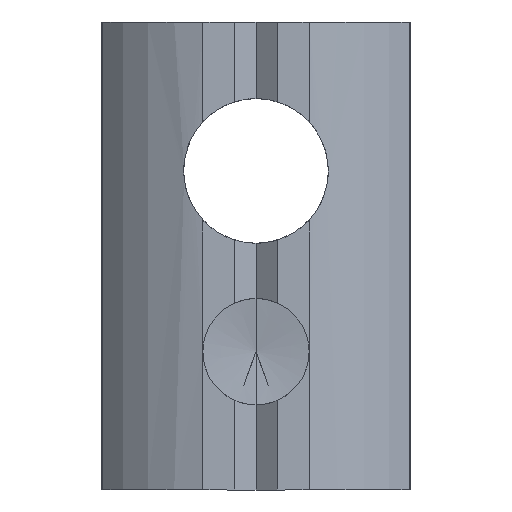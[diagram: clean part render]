
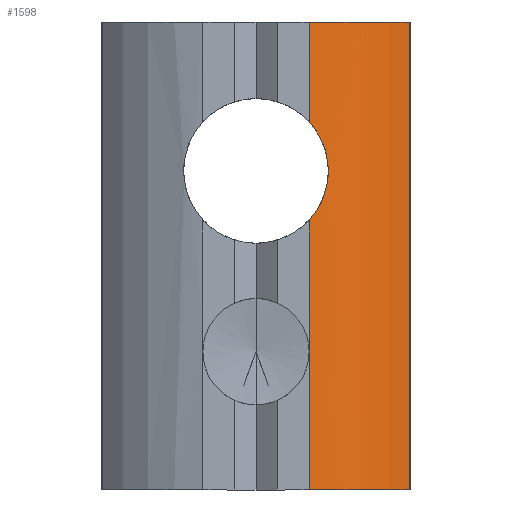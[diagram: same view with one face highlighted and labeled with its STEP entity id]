
A CAD part, front view. The second image highlights one B-rep face of the part: STEP entity #1598.
In plain terms, the highlighted cylindrical face has radius 8.5 mm (diameter 17 mm), a partial arc.
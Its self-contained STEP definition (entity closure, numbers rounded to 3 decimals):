
#81 = CARTESIAN_POINT ( 'NONE',  ( 2.5, -6.2, 1.696 ) ) ;
#91 = VECTOR ( 'NONE', #464, 1000. ) ;
#113 = CARTESIAN_POINT ( 'NONE',  ( 2.5, -6.2, -11. ) ) ;
#155 = DIRECTION ( 'NONE',  ( 0., 0., -1. ) ) ;
#169 = LINE ( 'NONE', #1006, #1228 ) ;
#239 = ORIENTED_EDGE ( 'NONE', *, *, #1323, .T. ) ;
#266 = CARTESIAN_POINT ( 'NONE',  ( 2.5, -6.2, -4.5 ) ) ;
#268 = CARTESIAN_POINT ( 'NONE',  ( 2.5, -6.2, -11. ) ) ;
#278 = EDGE_CURVE ( 'NONE', #1414, #1736, #1524, .T. ) ;
#295 = VERTEX_POINT ( 'NONE', #1774 ) ;
#306 = EDGE_LOOP ( 'NONE', ( #630, #1609, #239, #803, #1722, #1615, #1202 ) ) ;
#309 = B_SPLINE_CURVE_WITH_KNOTS ( 'NONE', 3,
 ( #1362, #1493, #1223, #1218, #1213, #1091, #1084, #1073, #952, #945, #941, #823, #680, #676, #671, #548 ),
 .UNSPECIFIED., .F., .F.,
 ( 4, 2, 2, 2, 2, 2, 2, 4 ),
 ( 0., 0.001, 0.001, 0.002, 0.003, 0.003, 0.004, 0.005 ),
 .UNSPECIFIED. ) ;
#317 = CARTESIAN_POINT ( 'NONE',  ( 0.591, 2.083, -11. ) ) ;
#396 = AXIS2_PLACEMENT_3D ( 'NONE', #1050, #1044, #928 ) ;
#397 = LINE ( 'NONE', #444, #1810 ) ;
#408 = CIRCLE ( 'NONE', #396, 8.5 ) ;
#444 = CARTESIAN_POINT ( 'NONE',  ( 7.206, -3.255, -11. ) ) ;
#464 = DIRECTION ( 'NONE',  ( 0., 0., -1. ) ) ;
#467 = CARTESIAN_POINT ( 'NONE',  ( 7.206, -3.255, 11. ) ) ;
#482 = EDGE_CURVE ( 'NONE', #1479, #886, #777, .T. ) ;
#548 = CARTESIAN_POINT ( 'NONE',  ( 2.5, -6.2, 1.696 ) ) ;
#617 = DIRECTION ( 'NONE',  ( 0., 0., 1. ) ) ;
#630 = ORIENTED_EDGE ( 'NONE', *, *, #1057, .T. ) ;
#643 = CARTESIAN_POINT ( 'NONE',  ( 2.5, -6.2, 11. ) ) ;
#671 = CARTESIAN_POINT ( 'NONE',  ( 2.787, -6.134, 2.007 ) ) ;
#676 = CARTESIAN_POINT ( 'NONE',  ( 3.013, -6.066, 2.37 ) ) ;
#680 = CARTESIAN_POINT ( 'NONE',  ( 3.243, -5.993, 2.957 ) ) ;
#697 = DIRECTION ( 'NONE',  ( 0., 0., -1. ) ) ;
#777 = LINE ( 'NONE', #268, #1141 ) ;
#803 = ORIENTED_EDGE ( 'NONE', *, *, #882, .T. ) ;
#823 = CARTESIAN_POINT ( 'NONE',  ( 3.302, -5.973, 3.163 ) ) ;
#871 = CARTESIAN_POINT ( 'NONE',  ( 2.5, -6.2, -11. ) ) ;
#882 = EDGE_CURVE ( 'NONE', #1095, #1479, #169, .T. ) ;
#886 = VERTEX_POINT ( 'NONE', #871 ) ;
#928 = DIRECTION ( 'NONE',  ( 1., 0., 0. ) ) ;
#941 = CARTESIAN_POINT ( 'NONE',  ( 3.381, -5.946, 3.58 ) ) ;
#945 = CARTESIAN_POINT ( 'NONE',  ( 3.4, -5.94, 3.79 ) ) ;
#952 = CARTESIAN_POINT ( 'NONE',  ( 3.4, -5.94, 4.214 ) ) ;
#954 = VERTEX_POINT ( 'NONE', #467 ) ;
#1006 = CARTESIAN_POINT ( 'NONE',  ( 2.5, -6.2, -11. ) ) ;
#1044 = DIRECTION ( 'NONE',  ( 0., 0., -1. ) ) ;
#1050 = CARTESIAN_POINT ( 'NONE',  ( 0.591, 2.083, 11. ) ) ;
#1057 = EDGE_CURVE ( 'NONE', #954, #1414, #408, .T. ) ;
#1073 = CARTESIAN_POINT ( 'NONE',  ( 3.379, -5.947, 4.429 ) ) ;
#1077 = FACE_OUTER_BOUND ( 'NONE', #306, .T. ) ;
#1084 = CARTESIAN_POINT ( 'NONE',  ( 3.301, -5.974, 4.843 ) ) ;
#1091 = CARTESIAN_POINT ( 'NONE',  ( 3.242, -5.993, 5.045 ) ) ;
#1095 = VERTEX_POINT ( 'NONE', #81 ) ;
#1141 = VECTOR ( 'NONE', #155, 1000. ) ;
#1202 = ORIENTED_EDGE ( 'NONE', *, *, #1375, .T. ) ;
#1213 = CARTESIAN_POINT ( 'NONE',  ( 3.088, -6.043, 5.439 ) ) ;
#1218 = CARTESIAN_POINT ( 'NONE',  ( 2.992, -6.072, 5.628 ) ) ;
#1223 = CARTESIAN_POINT ( 'NONE',  ( 2.77, -6.134, 5.982 ) ) ;
#1228 = VECTOR ( 'NONE', #1387, 1000. ) ;
#1263 = DIRECTION ( 'NONE',  ( 1., 0., 0. ) ) ;
#1323 = EDGE_CURVE ( 'NONE', #1736, #1095, #309, .T. ) ;
#1362 = CARTESIAN_POINT ( 'NONE',  ( 2.5, -6.2, 6.304 ) ) ;
#1375 = EDGE_CURVE ( 'NONE', #295, #954, #397, .T. ) ;
#1387 = DIRECTION ( 'NONE',  ( 0., 0., -1. ) ) ;
#1414 = VERTEX_POINT ( 'NONE', #643 ) ;
#1479 = VERTEX_POINT ( 'NONE', #266 ) ;
#1493 = CARTESIAN_POINT ( 'NONE',  ( 2.643, -6.167, 6.149 ) ) ;
#1520 = CARTESIAN_POINT ( 'NONE',  ( 0.591, 2.083, -11. ) ) ;
#1524 = LINE ( 'NONE', #113, #91 ) ;
#1540 = CIRCLE ( 'NONE', #1566, 8.5 ) ;
#1566 = AXIS2_PLACEMENT_3D ( 'NONE', #1520, #697, #1662 ) ;
#1586 = CYLINDRICAL_SURFACE ( 'NONE', #1651, 8.5 ) ;
#1597 = CARTESIAN_POINT ( 'NONE',  ( 2.5, -6.2, 6.304 ) ) ;
#1598 = ADVANCED_FACE ( 'NONE', ( #1077 ), #1586, .T. ) ;
#1609 = ORIENTED_EDGE ( 'NONE', *, *, #278, .T. ) ;
#1615 = ORIENTED_EDGE ( 'NONE', *, *, #1627, .F. ) ;
#1627 = EDGE_CURVE ( 'NONE', #295, #886, #1540, .T. ) ;
#1651 = AXIS2_PLACEMENT_3D ( 'NONE', #317, #617, #1263 ) ;
#1662 = DIRECTION ( 'NONE',  ( 1., 0., 0. ) ) ;
#1722 = ORIENTED_EDGE ( 'NONE', *, *, #482, .T. ) ;
#1736 = VERTEX_POINT ( 'NONE', #1597 ) ;
#1749 = DIRECTION ( 'NONE',  ( 0., 0., 1. ) ) ;
#1774 = CARTESIAN_POINT ( 'NONE',  ( 7.206, -3.255, -11. ) ) ;
#1810 = VECTOR ( 'NONE', #1749, 1000. ) ;
